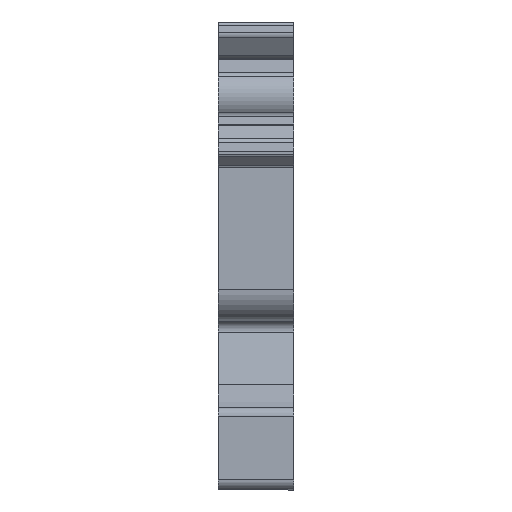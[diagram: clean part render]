
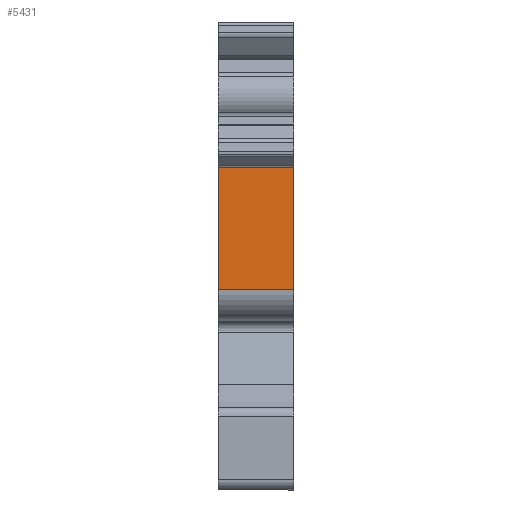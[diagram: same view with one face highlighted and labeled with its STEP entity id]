
A CAD part, left-side view. The second image highlights one B-rep face of the part: STEP entity #5431.
In plain terms, the highlighted planar face has unit normal (-1, 0, 0).
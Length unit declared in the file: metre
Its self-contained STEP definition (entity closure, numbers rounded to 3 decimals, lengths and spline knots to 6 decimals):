
#445=FACE_OUTER_BOUND('',#729,.T.);
#729=EDGE_LOOP('',(#3805,#3806,#3807,#3808));
#1089=LINE('',#8253,#1632);
#1179=LINE('',#8504,#1722);
#1180=LINE('',#8508,#1723);
#1181=LINE('',#8509,#1724);
#1632=VECTOR('',#6537,0.009754);
#1722=VECTOR('',#6771,0.006);
#1723=VECTOR('',#6776,0.006);
#1724=VECTOR('',#6777,0.009754);
#2275=VERTEX_POINT('',#8250);
#2276=VERTEX_POINT('',#8252);
#2365=VERTEX_POINT('',#8503);
#2366=VERTEX_POINT('',#8507);
#2807=EDGE_CURVE('',#2275,#2276,#1089,.T.);
#2935=EDGE_CURVE('',#2365,#2276,#1179,.T.);
#2937=EDGE_CURVE('',#2366,#2275,#1180,.T.);
#2938=EDGE_CURVE('',#2366,#2365,#1181,.T.);
#3805=ORIENTED_EDGE('',*,*,#2935,.T.);
#3806=ORIENTED_EDGE('',*,*,#2807,.F.);
#3807=ORIENTED_EDGE('',*,*,#2937,.F.);
#3808=ORIENTED_EDGE('',*,*,#2938,.T.);
#4991=PLANE('',#5849);
#5431=ADVANCED_FACE('',(#445),#4991,.T.);
#5849=AXIS2_PLACEMENT_3D('',#8506,#6774,#6775);
#6537=DIRECTION('',(0.,0.,1.));
#6771=DIRECTION('',(0.,1.,0.));
#6774=DIRECTION('center_axis',(-1.,0.,0.));
#6775=DIRECTION('ref_axis',(0.,0.,1.));
#6776=DIRECTION('',(0.,1.,0.));
#6777=DIRECTION('',(0.,0.,1.));
#8250=CARTESIAN_POINT('',(-0.0592,0.006,0.008734));
#8252=CARTESIAN_POINT('',(-0.0592,0.006,0.018488));
#8253=CARTESIAN_POINT('',(-0.0592,0.006,0.008734));
#8503=CARTESIAN_POINT('',(-0.0592,0.,0.018488));
#8504=CARTESIAN_POINT('',(-0.0592,0.,0.018488));
#8506=CARTESIAN_POINT('Origin',(-0.0592,0.,0.008734));
#8507=CARTESIAN_POINT('',(-0.0592,0.,0.008734));
#8508=CARTESIAN_POINT('',(-0.0592,0.,0.008734));
#8509=CARTESIAN_POINT('',(-0.0592,0.,0.008734));
